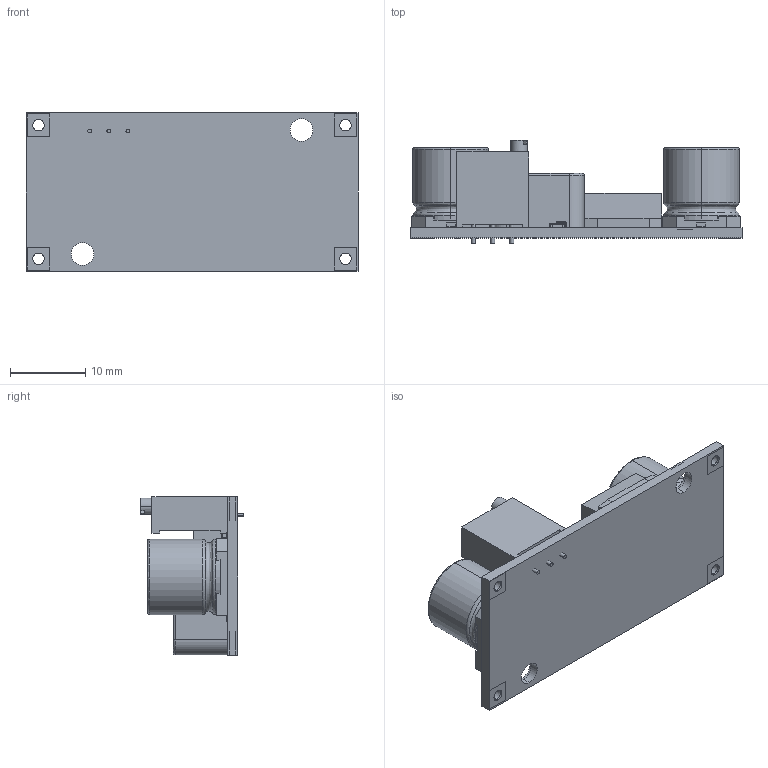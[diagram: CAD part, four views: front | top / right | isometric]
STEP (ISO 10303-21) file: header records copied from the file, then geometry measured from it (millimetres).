
FILE_DESCRIPTION (( 'STEP AP214' ), '1' );
FILE_NAME ('LM2596 DC-DC Buck Converter Module.STEP', '2025-02-12T08:12:32', ( '' ), ( '' ), 'SwSTEP 2.0', 'SolidWorks 2025', '' );
FILE_SCHEMA (( 'AUTOMOTIVE_DESIGN' ));
Length unit declared in the file: millimetre
Products named in the file (1): LM2596 DC-DC Buck Converter Module
Bounding box: 44 x 13.65 x 21 mm (x, y, z)
Volume: 4877.4 mm3; surface area: 5397.6 mm2
Topology: 40 solids, 40 shells, 694 faces, 1672 edges, 1025 vertices
Faces by surface type: plane 389, cylinder 218, bspline 70, cone 13, torus 4
Entity records: 20955 total; most frequent: CARTESIAN_POINT 4466, DIRECTION 3347, ORIENTED_EDGE 3248, EDGE_CURVE 1624, AXIS2_PLACEMENT_3D 1122, LINE 1103, VECTOR 1103, VERTEX_POINT 1025
